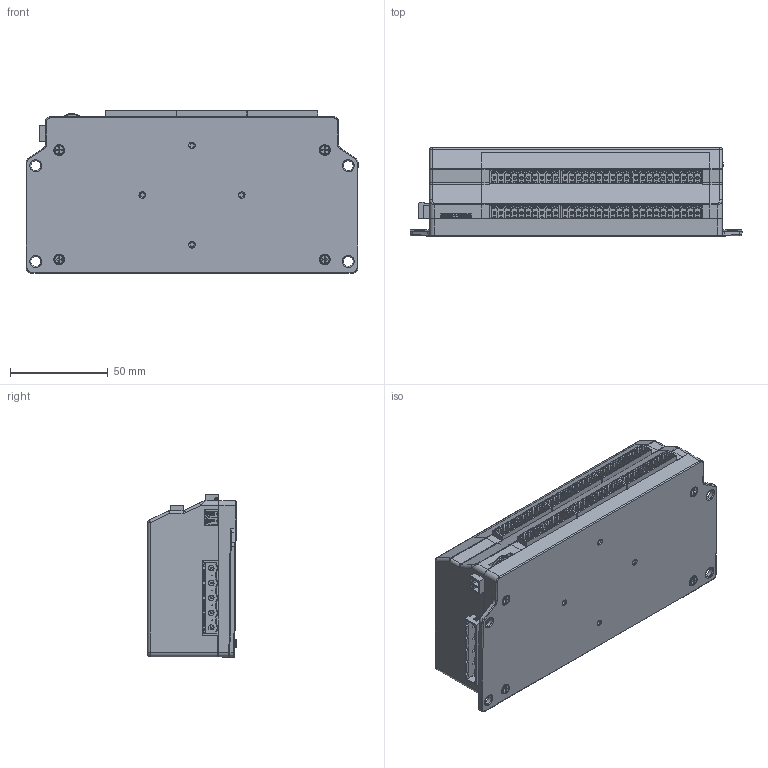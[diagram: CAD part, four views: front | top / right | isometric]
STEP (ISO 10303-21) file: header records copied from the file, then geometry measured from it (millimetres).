
FILE_DESCRIPTION (( 'STEP AP214' ), '1' );
FILE_NAME ('eGauge_Pro.STEP', '2020-09-29T22:01:22', ( '' ), ( '' ), 'SwSTEP 2.0', 'SolidWorks 2018', '' );
FILE_SCHEMA (( 'AUTOMOTIVE_DESIGN' ));
Length unit declared in the file: millimetre
Products named in the file (18): Nokia_5110_PCB_1; 1844294_1; flat head screw_ai_CR-FHMS 0.099-56x1x1-N; enclosure_bottom_test_1; Nokia_5110_Assembly_1; MTJ-DUSB-88JX1-FSD-LG-M4_1; label_1; Nokia_5110_Bezel_1; Nokia_5110_LCD_1; capacitor_1; transformer_test_1; PL3-AC_1; CP CT Insert Pro; 5-pin 7.62mm_1; CP Enclosure Top V3_1; 1844210_1; 8-pin female header_1; eGauge_Pro
Assembly tree (26 placements, depth 3):
  eGauge_Pro
    5-pin 7.62mm_1
    1844210_1
    enclosure_bottom_test_1
    transformer_test_1
    capacitor_1  x2
    flat head screw_ai_CR-FHMS 0.099-56x1x1-N  x4
    1844294_1  x6
    Nokia_5110_Assembly_1
      Nokia_5110_PCB_1
      Nokia_5110_LCD_1
      8-pin female header_1
      Nokia_5110_Bezel_1
    MTJ-DUSB-88JX1-FSD-LG-M4_1
    PL3-AC_1
    label_1
    CP Enclosure Top V3_1
    CP CT Insert Pro
Bounding box: 170 x 45.49 x 83.09 mm (x, y, z)
Volume: 135345.6 mm3; surface area: 150811.7 mm2
Topology: 24 solids, 349 shells, 5972 faces, 16140 edges, 11067 vertices
Faces by surface type: plane 4342, cylinder 1335, bspline 183, cone 94, sphere 11, torus 7
Full cylindrical faces by diameter (mm): 7.7 x1
Entity records: 141921 total; most frequent: CARTESIAN_POINT 34169, ORIENTED_EDGE 16522, DIRECTION 15866, EDGE_CURVE 9257, VERTEX_POINT 6648, VECTOR 6568, LINE 6568, AXIS2_PLACEMENT_3D 4649
